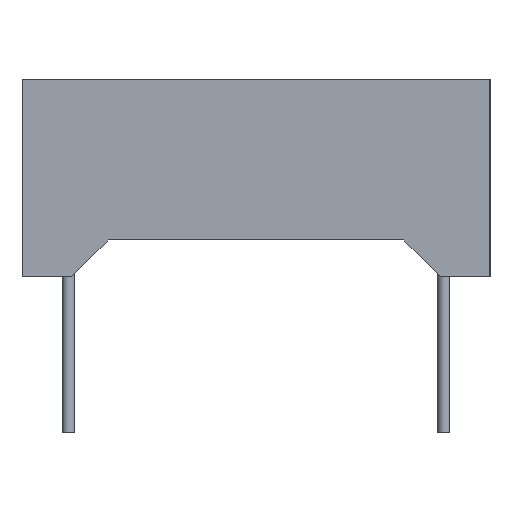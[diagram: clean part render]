
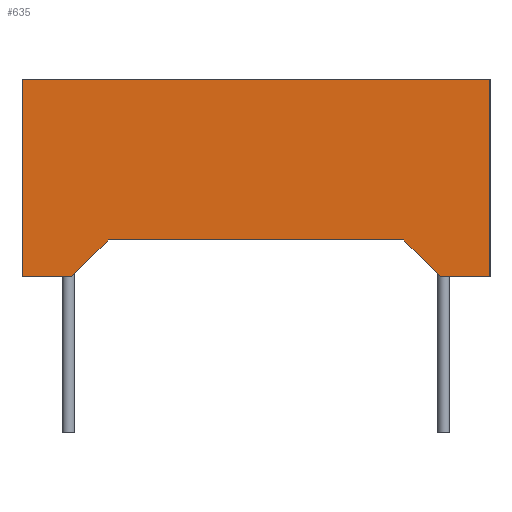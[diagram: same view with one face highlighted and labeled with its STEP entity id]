
A CAD part, left-side view. The second image highlights one B-rep face of the part: STEP entity #635.
In plain terms, the highlighted planar face has unit normal (-1, 0, 0).
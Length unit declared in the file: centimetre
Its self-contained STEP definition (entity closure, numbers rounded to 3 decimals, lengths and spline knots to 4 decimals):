
#90=CARTESIAN_POINT('',(-2.51,-0.6,0.15));
#91=VERTEX_POINT('',#90);
#98=CARTESIAN_POINT('',(-2.51,0.6,0.15));
#99=VERTEX_POINT('',#98);
#100=CARTESIAN_POINT('',(-2.51,12345.,0.15));
#101=DIRECTION('',(0.,-1.,0.));
#102=VECTOR('',#101,24690.);
#103=LINE('',#100,#102);
#104=EDGE_CURVE('',#99,#91,#103,.T.);
#299=CARTESIAN_POINT('',(-2.51,0.75,0.));
#300=VERTEX_POINT('',#299);
#301=CARTESIAN_POINT('',(-2.51,8729.7582,-8729.0082));
#302=DIRECTION('',(0.,-0.707,0.707));
#303=VECTOR('',#302,24690.);
#304=LINE('',#301,#303);
#305=EDGE_CURVE('',#300,#99,#304,.T.);
#360=CARTESIAN_POINT('',(-2.51,-0.75,0.));
#361=VERTEX_POINT('',#360);
#368=CARTESIAN_POINT('',(-2.51,8728.7082,8729.4582));
#369=DIRECTION('',(-0.,-0.707,-0.707));
#370=VECTOR('',#369,24690.);
#371=LINE('',#368,#370);
#372=EDGE_CURVE('',#91,#361,#371,.T.);
#559=CARTESIAN_POINT('',(-2.51,0.95,0.));
#560=VERTEX_POINT('',#559);
#561=CARTESIAN_POINT('',(-2.51,12345.95,0.));
#562=DIRECTION('',(0.,-1.,0.));
#563=VECTOR('',#562,24690.);
#564=LINE('',#561,#563);
#565=EDGE_CURVE('',#560,#300,#564,.T.);
#584=CARTESIAN_POINT('',(-2.51,-0.95,0.));
#585=VERTEX_POINT('',#584);
#592=CARTESIAN_POINT('',(-2.51,12345.95,0.));
#593=DIRECTION('',(0.,-1.,0.));
#594=VECTOR('',#593,24690.);
#595=LINE('',#592,#594);
#596=EDGE_CURVE('',#361,#585,#595,.T.);
#601=CARTESIAN_POINT('',(-2.51,0.,0.));
#602=DIRECTION('',(-1.,0.,0.));
#603=DIRECTION('',(0.,-1.,0.));
#604=AXIS2_PLACEMENT_3D('',#601,#602,#603);
#605=PLANE('',#604);
#606=ORIENTED_EDGE('',*,*,#372,.T.);
#607=ORIENTED_EDGE('',*,*,#596,.T.);
#608=CARTESIAN_POINT('',(-2.51,-0.95,0.8));
#609=VERTEX_POINT('',#608);
#610=CARTESIAN_POINT('',(-2.51,-0.95,-12345.));
#611=DIRECTION('',(0.,0.,1.));
#612=VECTOR('',#611,24690.);
#613=LINE('',#610,#612);
#614=EDGE_CURVE('',#585,#609,#613,.T.);
#615=ORIENTED_EDGE('',*,*,#614,.T.);
#616=CARTESIAN_POINT('',(-2.51,0.95,0.8));
#617=VERTEX_POINT('',#616);
#618=CARTESIAN_POINT('',(-2.51,-12344.05,0.8));
#619=DIRECTION('',(0.,1.,0.));
#620=VECTOR('',#619,24690.);
#621=LINE('',#618,#620);
#622=EDGE_CURVE('',#609,#617,#621,.T.);
#623=ORIENTED_EDGE('',*,*,#622,.T.);
#624=CARTESIAN_POINT('',(-2.51,0.95,-12345.));
#625=DIRECTION('',(0.,0.,1.));
#626=VECTOR('',#625,24690.);
#627=LINE('',#624,#626);
#628=EDGE_CURVE('',#560,#617,#627,.T.);
#629=ORIENTED_EDGE('',*,*,#628,.F.);
#630=ORIENTED_EDGE('',*,*,#565,.T.);
#631=ORIENTED_EDGE('',*,*,#305,.T.);
#632=ORIENTED_EDGE('',*,*,#104,.T.);
#633=EDGE_LOOP('',(#606,#607,#615,#623,#629,#630,#631,#632));
#634=FACE_BOUND('',#633,.T.);
#635=ADVANCED_FACE('',(#634),#605,.T.);
